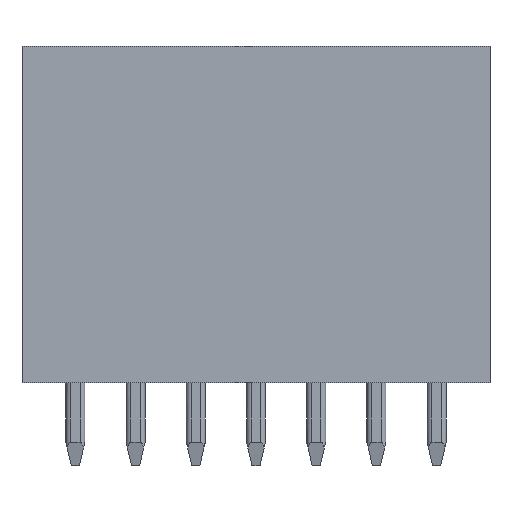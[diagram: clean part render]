
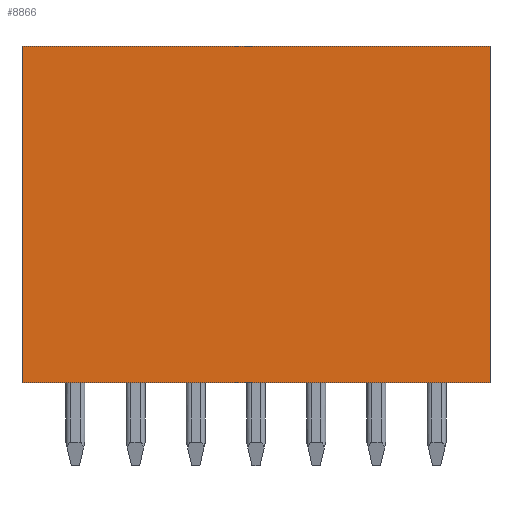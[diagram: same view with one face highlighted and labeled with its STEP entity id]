
A CAD part, left-side view. The second image highlights one B-rep face of the part: STEP entity #8866.
In plain terms, the highlighted planar face has unit normal (-1, 0, 0).
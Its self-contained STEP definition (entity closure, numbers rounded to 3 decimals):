
#113=DIRECTION('',(0.,1.,0.));
#114=VECTOR('',#113,19.74);
#115=CARTESIAN_POINT('',(-5.25,-17.49,7.1));
#116=LINE('',#115,#114);
#560=DIRECTION('',(0.,-1.,0.));
#561=VECTOR('',#560,19.74);
#562=CARTESIAN_POINT('',(-5.25,2.25,-7.1));
#563=LINE('',#562,#561);
#7135=DIRECTION('',(0.,0.,-1.));
#7136=VECTOR('',#7135,14.2);
#7137=CARTESIAN_POINT('',(-5.25,-17.49,7.1));
#7138=LINE('',#7137,#7136);
#7159=DIRECTION('',(0.,0.,1.));
#7160=VECTOR('',#7159,14.2);
#7161=CARTESIAN_POINT('',(-5.25,2.25,-7.1));
#7162=LINE('',#7161,#7160);
#7255=CARTESIAN_POINT('',(-5.25,2.25,-7.1));
#7256=VERTEX_POINT('',#7255);
#7257=CARTESIAN_POINT('',(-5.25,2.25,7.1));
#7258=VERTEX_POINT('',#7257);
#7259=CARTESIAN_POINT('',(-5.25,-17.49,7.1));
#7260=CARTESIAN_POINT('',(-5.25,-17.49,-7.1));
#7261=VERTEX_POINT('',#7259);
#7262=VERTEX_POINT('',#7260);
#8851=CARTESIAN_POINT('',(-5.25,-16.51,-7.1));
#8852=DIRECTION('',(-1.,0.,0.));
#8853=DIRECTION('',(0.,0.,1.));
#8854=AXIS2_PLACEMENT_3D('',#8851,#8852,#8853);
#8855=PLANE('',#8854);
#8857=ORIENTED_EDGE('',*,*,#8856,.F.);
#8859=ORIENTED_EDGE('',*,*,#8858,.T.);
#8861=ORIENTED_EDGE('',*,*,#8860,.F.);
#8863=ORIENTED_EDGE('',*,*,#8862,.T.);
#8864=EDGE_LOOP('',(#8857,#8859,#8861,#8863));
#8865=FACE_OUTER_BOUND('',#8864,.F.);
#8866=ADVANCED_FACE('',(#8865),#8855,.T.);
#8856=EDGE_CURVE('',#7261,#7258,#116,.T.);
#8858=EDGE_CURVE('',#7261,#7262,#7138,.T.);
#8860=EDGE_CURVE('',#7256,#7262,#563,.T.);
#8862=EDGE_CURVE('',#7256,#7258,#7162,.T.);
